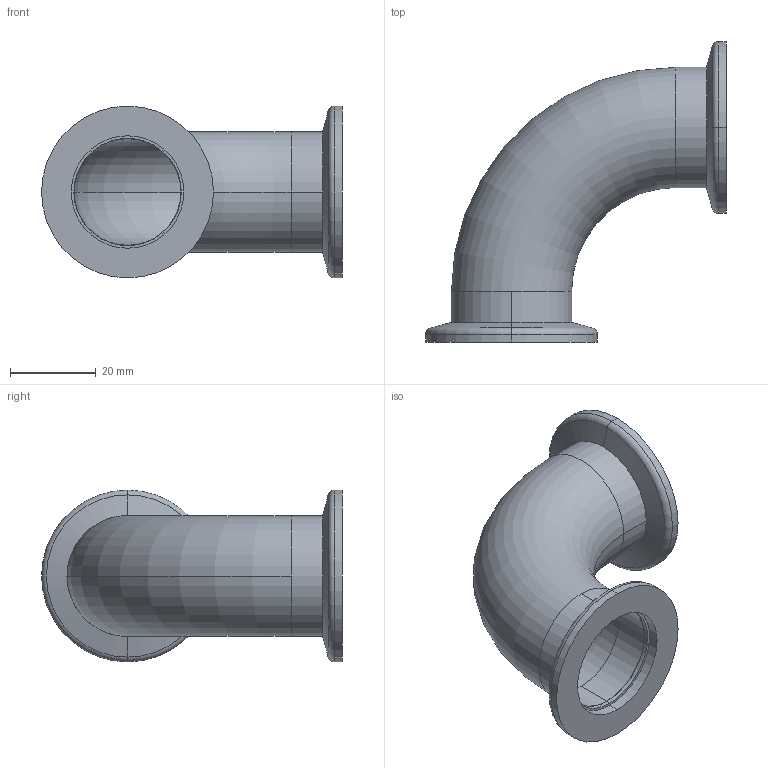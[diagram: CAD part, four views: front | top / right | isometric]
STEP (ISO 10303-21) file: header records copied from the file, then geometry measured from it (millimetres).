
FILE_DESCRIPTION (( 'STEP AP214' ), '1' );
FILE_NAME ('Hositrad_KE25-28.STEP', '2014-07-02T12:43:05', ( '' ), ( '' ), 'SwSTEP 2.0', 'SolidWorks 2014', '' );
FILE_SCHEMA (( 'AUTOMOTIVE_DESIGN' ));
Length unit declared in the file: millimetre
Products named in the file (3): KF25-WS_KF25-28Ws; Elbow28; Hositrad_KE25-28
Assembly tree (3 placements, depth 2):
  Hositrad_KE25-28
    Elbow28
    KF25-WS_KF25-28Ws  x2
Bounding box: 70 x 70 x 40 mm (x, y, z)
Volume: 15536.7 mm3; surface area: 17514.4 mm2
Topology: 3 solids, 3 shells, 44 faces, 92 edges, 56 vertices
Faces by surface type: cylinder 24, torus 8, plane 8, cone 4
Entity records: 926 total; most frequent: DIRECTION 176, CARTESIAN_POINT 135, ORIENTED_EDGE 124, AXIS2_PLACEMENT_3D 79, EDGE_CURVE 62, CIRCLE 44, VERTEX_POINT 38, EDGE_LOOP 34
